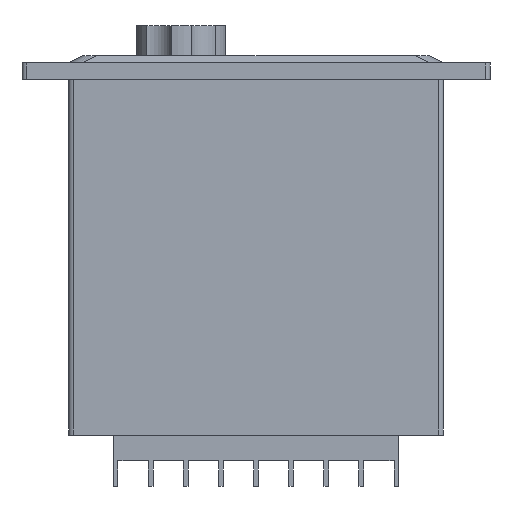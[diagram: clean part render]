
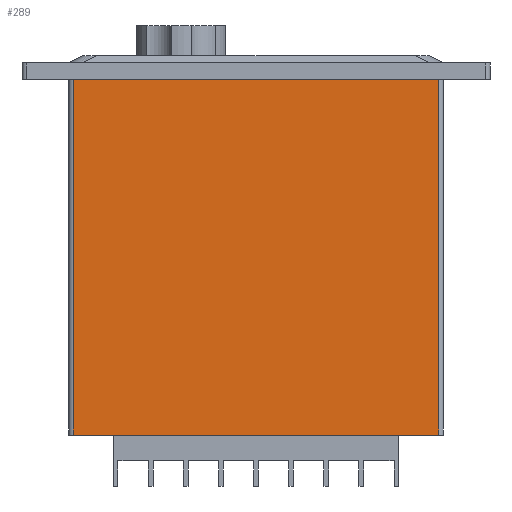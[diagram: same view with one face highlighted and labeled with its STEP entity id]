
A CAD part, left-side view. The second image highlights one B-rep face of the part: STEP entity #289.
In plain terms, the highlighted planar face has unit normal (-1, 0, 0).
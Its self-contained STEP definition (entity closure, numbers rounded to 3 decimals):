
#155=CARTESIAN_POINT('',(-25.75,-39.,-76.0));
#156=VERTEX_POINT('',#155);
#164=CARTESIAN_POINT('',(-25.75,39.0,-76.0));
#165=VERTEX_POINT('',#164);
#166=CARTESIAN_POINT('',(-25.75,39.0,-76.0));
#167=DIRECTION('',(0.0,-1.0,0.0));
#168=VECTOR('',#167,78.);
#169=LINE('',#166,#168);
#170=EDGE_CURVE('',#165,#156,#169,.T.);
#248=CARTESIAN_POINT('',(-25.75,-39.,0.0));
#249=VERTEX_POINT('',#248);
#257=CARTESIAN_POINT('',(-25.75,-39.,0.0));
#258=DIRECTION('',(0.0,0.0,-1.0));
#259=VECTOR('',#258,76.0);
#260=LINE('',#257,#259);
#261=EDGE_CURVE('',#249,#156,#260,.T.);
#266=CARTESIAN_POINT('',(-25.75,40.0,0.0));
#267=DIRECTION('',(-1.0,0.0,0.0));
#268=DIRECTION('',(0.0,0.0,1.0));
#269=AXIS2_PLACEMENT_3D('',#266,#267,#268);
#270=PLANE('',#269);
#271=ORIENTED_EDGE('',*,*,#261,.F.);
#272=CARTESIAN_POINT('',(-25.75,39.0,0.0));
#273=VERTEX_POINT('',#272);
#274=CARTESIAN_POINT('',(-25.75,39.0,0.0));
#275=DIRECTION('',(0.0,-1.0,0.0));
#276=VECTOR('',#275,78.);
#277=LINE('',#274,#276);
#278=EDGE_CURVE('',#273,#249,#277,.T.);
#279=ORIENTED_EDGE('',*,*,#278,.F.);
#280=CARTESIAN_POINT('',(-25.75,39.0,-76.0));
#281=DIRECTION('',(0.0,0.0,1.0));
#282=VECTOR('',#281,76.0);
#283=LINE('',#280,#282);
#284=EDGE_CURVE('',#165,#273,#283,.T.);
#285=ORIENTED_EDGE('',*,*,#284,.F.);
#286=ORIENTED_EDGE('',*,*,#170,.T.);
#287=EDGE_LOOP('',(#271,#279,#285,#286));
#288=FACE_OUTER_BOUND('',#287,.T.);
#289=ADVANCED_FACE('',(#288),#270,.T.);
